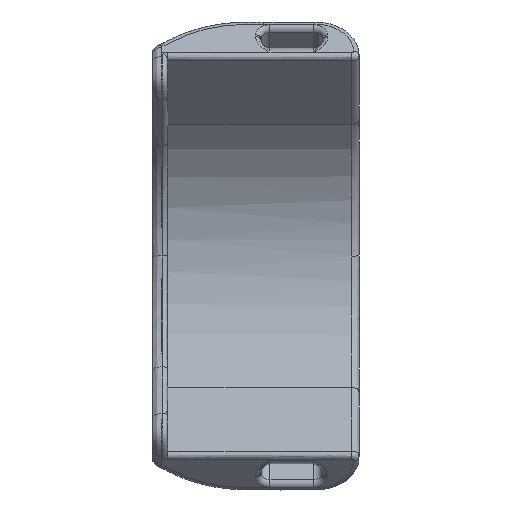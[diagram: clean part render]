
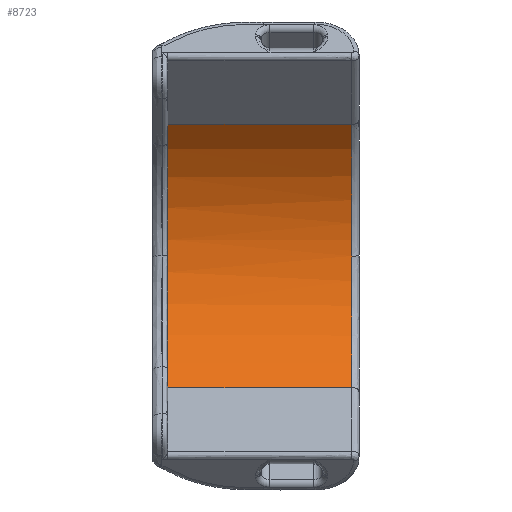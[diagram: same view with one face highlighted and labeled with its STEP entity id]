
A CAD part, left-side view. The second image highlights one B-rep face of the part: STEP entity #8723.
In plain terms, the highlighted cylindrical face has radius 25.293 mm (diameter 50.586 mm), a partial arc.
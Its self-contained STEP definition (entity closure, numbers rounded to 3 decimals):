
#343 = ORIENTED_EDGE ( 'NONE', *, *, #18271, .T. ) ;
#737 = CARTESIAN_POINT ( 'NONE',  ( 20.762, 1., -16.714 ) ) ;
#860 = CARTESIAN_POINT ( 'NONE',  ( 19.592, 26., 17.885 ) ) ;
#1188 = DIRECTION ( 'NONE',  ( 0., -1., 0. ) ) ;
#1498 = DIRECTION ( 'NONE',  ( 0., -1., 0. ) ) ;
#2576 = B_SPLINE_CURVE_WITH_KNOTS ( 'NONE', 3,
 ( #14522, #737, #7584, #12735, #7802, #14415, #21457, #9159, #12950, #6231 ),
 .UNSPECIFIED., .F., .F.,
 ( 4, 2, 2, 2, 4 ),
 ( 0., 0.25, 0.5, 0.75, 1. ),
 .UNSPECIFIED. ) ;
#2885 = CARTESIAN_POINT ( 'NONE',  ( 22.05, 1., 15.427 ) ) ;
#4249 = AXIS2_PLACEMENT_3D ( 'NONE', #8428, #5169, #20295 ) ;
#4691 = VERTEX_POINT ( 'NONE', #16135 ) ;
#5169 = DIRECTION ( 'NONE',  ( 0., 1., 0. ) ) ;
#6231 = CARTESIAN_POINT ( 'NONE',  ( 27., 1., 0. ) ) ;
#6529 = CARTESIAN_POINT ( 'NONE',  ( 19.592, 1., -17.885 ) ) ;
#6744 = ORIENTED_EDGE ( 'NONE', *, *, #15866, .F. ) ;
#7559 = CARTESIAN_POINT ( 'NONE',  ( 19.592, 67.783, 17.885 ) ) ;
#7584 = CARTESIAN_POINT ( 'NONE',  ( 21.818, 1., -15.428 ) ) ;
#7802 = CARTESIAN_POINT ( 'NONE',  ( 24.441, 1., -11.209 ) ) ;
#7928 = LINE ( 'NONE', #21573, #11074 ) ;
#8144 = B_SPLINE_CURVE_WITH_KNOTS ( 'NONE', 3,
 ( #20034, #2885, #9742, #14890, #22157 ),
 .UNSPECIFIED., .F., .F.,
 ( 4, 1, 4 ),
 ( 0., 0.525, 1. ),
 .UNSPECIFIED. ) ;
#8349 = CYLINDRICAL_SURFACE ( 'NONE', #19680, 25.293 ) ;
#8428 = CARTESIAN_POINT ( 'NONE',  ( 1.707, 26., 0. ) ) ;
#8723 = ADVANCED_FACE ( 'NONE', ( #13499 ), #8349, .F. ) ;
#8917 = CIRCLE ( 'NONE', #4249, 25.293 ) ;
#9159 = CARTESIAN_POINT ( 'NONE',  ( 26.837, 1., -3.311 ) ) ;
#9742 = CARTESIAN_POINT ( 'NONE',  ( 25.752, 1., 9.766 ) ) ;
#10039 = VERTEX_POINT ( 'NONE', #6529 ) ;
#10723 = CARTESIAN_POINT ( 'NONE',  ( 27., 1., 0. ) ) ;
#11074 = VECTOR ( 'NONE', #1188, 1000. ) ;
#11305 = ORIENTED_EDGE ( 'NONE', *, *, #12038, .F. ) ;
#12038 = EDGE_CURVE ( 'NONE', #13838, #19767, #8144, .T. ) ;
#12487 = VECTOR ( 'NONE', #14390, 1000. ) ;
#12735 = CARTESIAN_POINT ( 'NONE',  ( 23.657, 1., -12.676 ) ) ;
#12950 = CARTESIAN_POINT ( 'NONE',  ( 27., 1., -1.655 ) ) ;
#13499 = FACE_OUTER_BOUND ( 'NONE', #19171, .T. ) ;
#13537 = VERTEX_POINT ( 'NONE', #860 ) ;
#13838 = VERTEX_POINT ( 'NONE', #21443 ) ;
#14390 = DIRECTION ( 'NONE',  ( 0., -1., 0. ) ) ;
#14415 = CARTESIAN_POINT ( 'NONE',  ( 25.708, 1., -8.15 ) ) ;
#14522 = CARTESIAN_POINT ( 'NONE',  ( 19.592, 1., -17.885 ) ) ;
#14604 = LINE ( 'NONE', #7559, #12487 ) ;
#14890 = CARTESIAN_POINT ( 'NONE',  ( 26.998, 1., 3.145 ) ) ;
#15173 = EDGE_CURVE ( 'NONE', #4691, #10039, #7928, .T. ) ;
#15184 = DIRECTION ( 'NONE',  ( 0., 0., -1. ) ) ;
#15866 = EDGE_CURVE ( 'NONE', #13537, #13838, #14604, .T. ) ;
#16135 = CARTESIAN_POINT ( 'NONE',  ( 19.592, 26., -17.885 ) ) ;
#16865 = CARTESIAN_POINT ( 'NONE',  ( 1.707, 67.783, 0. ) ) ;
#17010 = ORIENTED_EDGE ( 'NONE', *, *, #21887, .T. ) ;
#18271 = EDGE_CURVE ( 'NONE', #10039, #19767, #2576, .T. ) ;
#19171 = EDGE_LOOP ( 'NONE', ( #6744, #17010, #21453, #343, #11305 ) ) ;
#19680 = AXIS2_PLACEMENT_3D ( 'NONE', #16865, #1498, #15184 ) ;
#19767 = VERTEX_POINT ( 'NONE', #10723 ) ;
#20034 = CARTESIAN_POINT ( 'NONE',  ( 19.592, 1., 17.885 ) ) ;
#20295 = DIRECTION ( 'NONE',  ( 0., 0., 1. ) ) ;
#21443 = CARTESIAN_POINT ( 'NONE',  ( 19.592, 1., 17.885 ) ) ;
#21453 = ORIENTED_EDGE ( 'NONE', *, *, #15173, .T. ) ;
#21457 = CARTESIAN_POINT ( 'NONE',  ( 26.191, 1., -6.558 ) ) ;
#21573 = CARTESIAN_POINT ( 'NONE',  ( 19.592, 67.783, -17.885 ) ) ;
#21887 = EDGE_CURVE ( 'NONE', #13537, #4691, #8917, .T. ) ;
#22157 = CARTESIAN_POINT ( 'NONE',  ( 27., 1., 0. ) ) ;
